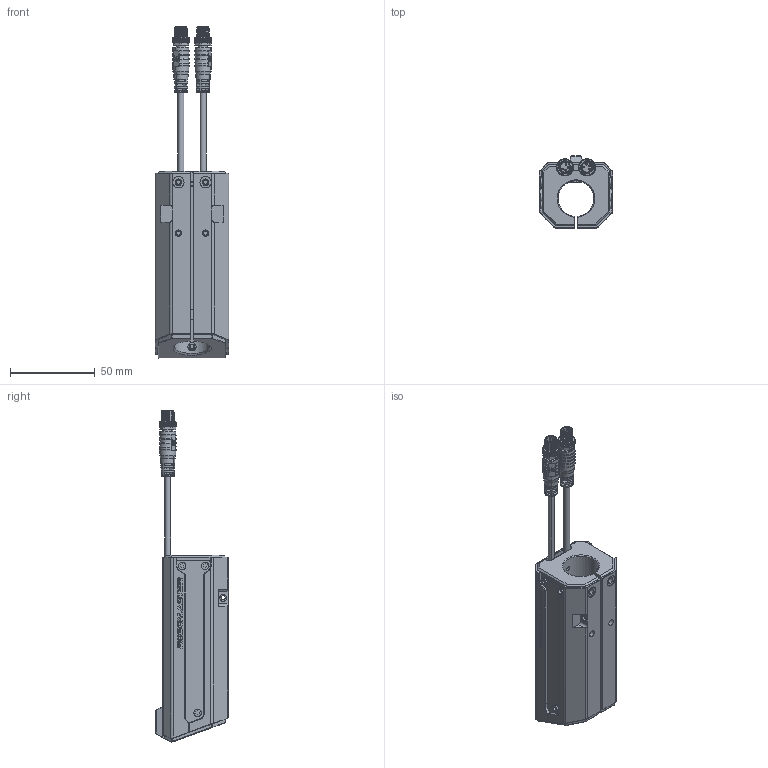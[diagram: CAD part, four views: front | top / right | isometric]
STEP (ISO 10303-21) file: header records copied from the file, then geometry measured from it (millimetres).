
FILE_DESCRIPTION (( 'STEP AP203' ), '1' );
FILE_NAME ('17mm軞蚾.STEP', '2018-02-08T03:59:49', ( 'dji-n505' ), ( '' ), 'SwSTEP 2.0', 'SolidWorks 2016', '' );
FILE_SCHEMA (( 'CONFIG_CONTROL_DESIGN' ));
Products named in the file (1): 17mm軞蚾
Bounding box: 43.4 x 42.4 x 195.33 mm (x, y, z)
Volume: 97692.8 mm3; surface area: 60597.9 mm2
Topology: 32 solids, 32 shells, 2963 faces, 8024 edges, 5321 vertices
Faces by surface type: cylinder 1305, plane 1278, bspline 224, cone 108, torus 32, sphere 16
Entity records: 117986 total; most frequent: CARTESIAN_POINT 45970, ORIENTED_EDGE 15984, DIRECTION 13582, EDGE_CURVE 7992, VERTEX_POINT 5305, AXIS2_PLACEMENT_3D 4788, LINE 4006, VECTOR 4006
